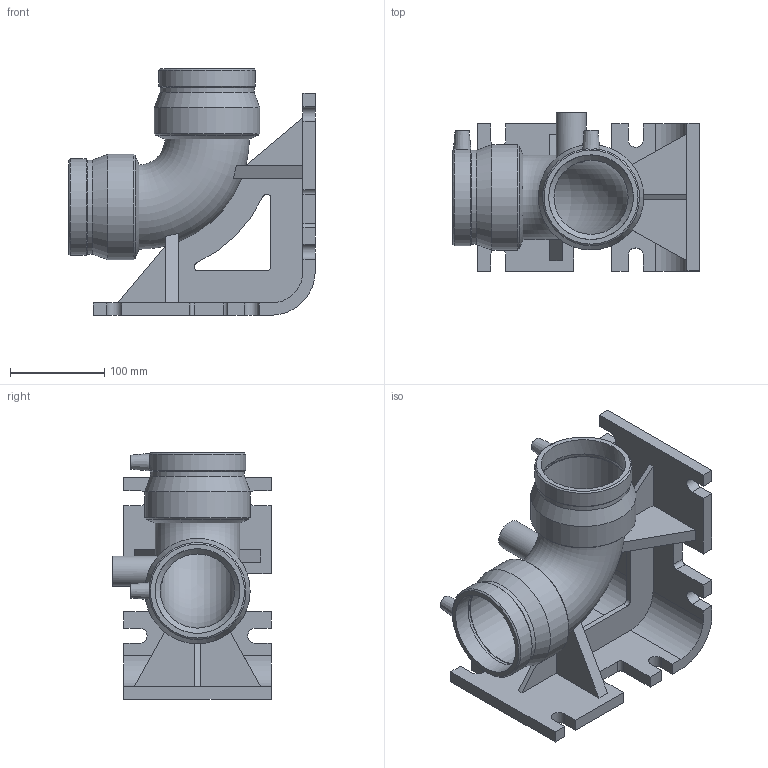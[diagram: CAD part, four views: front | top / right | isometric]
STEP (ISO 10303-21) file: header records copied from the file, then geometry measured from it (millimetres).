
FILE_DESCRIPTION(/* description */ ('PLASSON DF 90° ELBOW 90-32-90 WITH OUTLET'),/* implementation_level */ '2;1');
FILE_NAME(/* name */ '4915Q4090032.ipt.stp',/* time_stamp */ '2017-11-06T09:14:26+02:00',/* author */ ('KIM'),/* organization */ (''),/* preprocessor_version */ 'ST-DEVELOPER v15.6',/* originating_system */ 'Autodesk Inventor 2015',/* authorisation */ '');
FILE_SCHEMA (('AUTOMOTIVE_DESIGN { 1 0 10303 214 3 1 1 }'));
Length unit declared in the file: millimetre
Products named in the file (1): 4915Q4090032
Bounding box: 262 x 168.4 x 262 mm (x, y, z)
Volume: 1594748.8 mm3; surface area: 368658 mm2
Topology: 1 solids, 1 shells, 140 faces, 380 edges, 249 vertices
Faces by surface type: plane 81, cylinder 39, cone 18, torus 2
Full cylindrical faces by diameter (mm): 4 x2, 10 x2, 25.6 x1, 32 x1, 90 x4, 99.949 x2, 112 x2
Entity records: 4340 total; most frequent: CARTESIAN_POINT 1005, DIRECTION 672, ORIENTED_EDGE 656, EDGE_CURVE 328, AXIS2_PLACEMENT_3D 231, VERTEX_POINT 230, LINE 210, VECTOR 210
